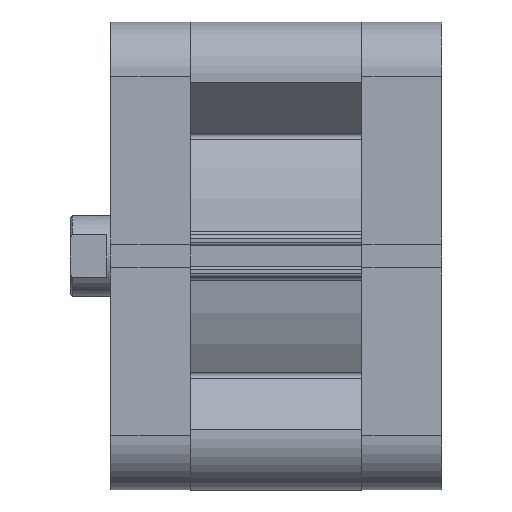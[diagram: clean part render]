
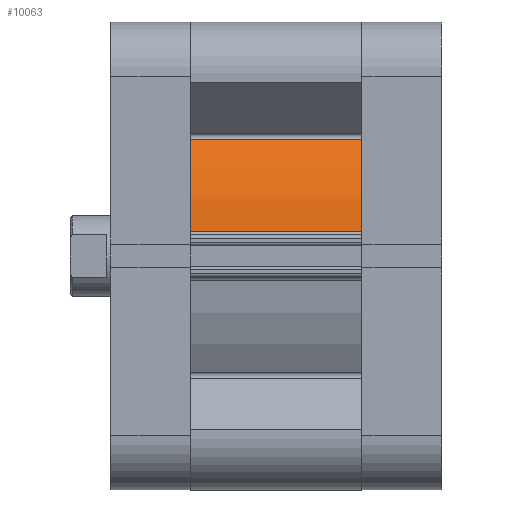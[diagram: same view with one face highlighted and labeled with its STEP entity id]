
A CAD part, front view. The second image highlights one B-rep face of the part: STEP entity #10063.
In plain terms, the highlighted cylindrical face has radius 53.5 mm (diameter 107 mm), a partial arc.
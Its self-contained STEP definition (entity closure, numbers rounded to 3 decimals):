
#214 = VERTEX_POINT ( 'NONE', #4021 ) ;
#216 = VERTEX_POINT ( 'NONE', #4023 ) ;
#217 = VERTEX_POINT ( 'NONE', #4024 ) ;
#218 = VERTEX_POINT ( 'NONE', #4025 ) ;
#825 = ORIENTED_EDGE ( 'NONE', *, *, #10763, .T. ) ;
#826 = ORIENTED_EDGE ( 'NONE', *, *, #10762, .T. ) ;
#827 = ORIENTED_EDGE ( 'NONE', *, *, #10753, .F. ) ;
#828 = ORIENTED_EDGE ( 'NONE', *, *, #10764, .T. ) ;
#1667 = EDGE_LOOP ( 'NONE', ( #825, #826, #827, #828 ) ) ;
#3466 = AXIS2_PLACEMENT_3D ( 'NONE', #6637, #6636, #6635 ) ;
#3742 = AXIS2_PLACEMENT_3D ( 'NONE', #9359, #9368, #9369 ) ;
#3743 = AXIS2_PLACEMENT_3D ( 'NONE', #9393, #9395, #9396 ) ;
#4021 = CARTESIAN_POINT ( 'NONE',  ( 6.135, -53.147, 42.5 ) ) ;
#4023 = CARTESIAN_POINT ( 'NONE',  ( 28.996, -44.961, 42.5 ) ) ;
#4024 = CARTESIAN_POINT ( 'NONE',  ( 28.996, -44.961, 0. ) ) ;
#4025 = CARTESIAN_POINT ( 'NONE',  ( 6.135, -53.147, 0. ) ) ;
#5938 = FACE_OUTER_BOUND ( 'NONE', #1667, .T. ) ;
#5941 = CYLINDRICAL_SURFACE ( 'NONE', #3466, 53.5 ) ;
#6635 = DIRECTION ( 'NONE',  ( -1., 0., 0. ) ) ;
#6636 = DIRECTION ( 'NONE',  ( 0., 0., -1. ) ) ;
#6637 = CARTESIAN_POINT ( 'NONE',  ( 0., 0., 42.5 ) ) ;
#8247 = CIRCLE ( 'NONE', #3742, 53.5 ) ;
#8250 = VECTOR ( 'NONE', #9392, 1000. ) ;
#8255 = LINE ( 'NONE', #9397, #8257 ) ;
#8257 = VECTOR ( 'NONE', #9398, 1000. ) ;
#8258 = LINE ( 'NONE', #9384, #8250 ) ;
#8263 = CIRCLE ( 'NONE', #3743, 53.5 ) ;
#9359 = CARTESIAN_POINT ( 'NONE',  ( 0., 0., 42.5 ) ) ;
#9368 = DIRECTION ( 'NONE',  ( 0., 0., 1. ) ) ;
#9369 = DIRECTION ( 'NONE',  ( 1., 0., 0. ) ) ;
#9384 = CARTESIAN_POINT ( 'NONE',  ( 28.996, -44.961, 42.5 ) ) ;
#9392 = DIRECTION ( 'NONE',  ( 0., 0., 1. ) ) ;
#9393 = CARTESIAN_POINT ( 'NONE',  ( 0., 0., 0. ) ) ;
#9395 = DIRECTION ( 'NONE',  ( 0., 0., 1. ) ) ;
#9396 = DIRECTION ( 'NONE',  ( 1., 0., 0. ) ) ;
#9397 = CARTESIAN_POINT ( 'NONE',  ( 6.135, -53.147, 42.5 ) ) ;
#9398 = DIRECTION ( 'NONE',  ( 0., 0., -1. ) ) ;
#10063 = ADVANCED_FACE ( 'NONE', ( #5938 ), #5941, .T. ) ;
#10753 = EDGE_CURVE ( 'NONE', #214, #216, #8247, .T. ) ;
#10762 = EDGE_CURVE ( 'NONE', #217, #216, #8258, .T. ) ;
#10763 = EDGE_CURVE ( 'NONE', #218, #217, #8263, .T. ) ;
#10764 = EDGE_CURVE ( 'NONE', #214, #218, #8255, .T. ) ;
